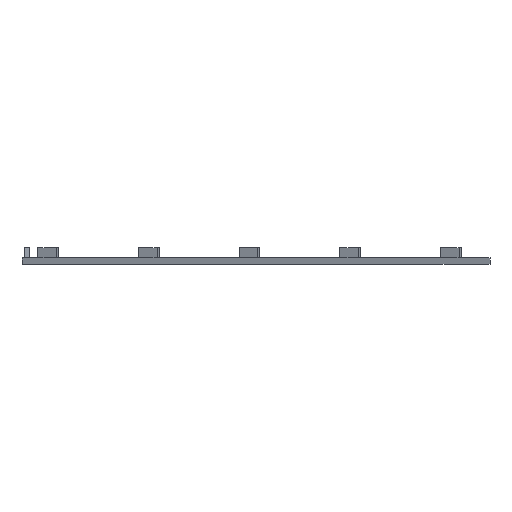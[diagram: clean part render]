
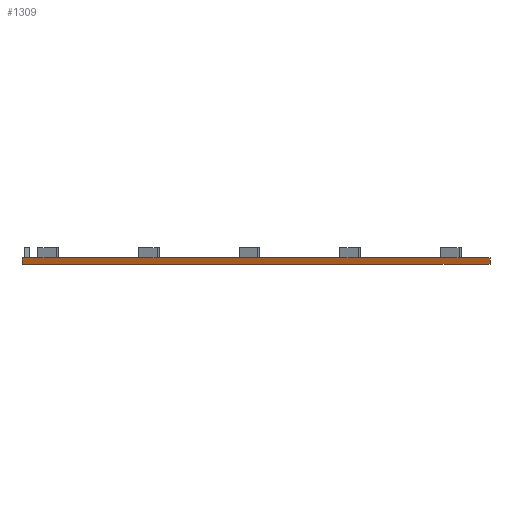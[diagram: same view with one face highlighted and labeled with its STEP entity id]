
A CAD part, front view. The second image highlights one B-rep face of the part: STEP entity #1309.
In plain terms, the highlighted planar face has unit normal (-0.407, -0.913, 0).
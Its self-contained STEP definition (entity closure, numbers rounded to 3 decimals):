
#140=FACE_OUTER_BOUND('',#221,.T.);
#221=EDGE_LOOP('',(#1066,#1067,#1068,#1069));
#370=LINE('',#2031,#517);
#375=LINE('',#2045,#522);
#382=LINE('',#2087,#529);
#385=LINE('',#2092,#532);
#517=VECTOR('',#1655,10.);
#522=VECTOR('',#1668,10.);
#529=VECTOR('',#1705,10.);
#532=VECTOR('',#1710,10.);
#628=VERTEX_POINT('',#2029);
#629=VERTEX_POINT('',#2030);
#634=VERTEX_POINT('',#2044);
#654=VERTEX_POINT('',#2086);
#782=EDGE_CURVE('',#628,#629,#370,.T.);
#789=EDGE_CURVE('',#634,#628,#375,.T.);
#810=EDGE_CURVE('',#634,#654,#382,.T.);
#813=EDGE_CURVE('',#654,#629,#385,.T.);
#1066=ORIENTED_EDGE('',*,*,#782,.T.);
#1067=ORIENTED_EDGE('',*,*,#813,.F.);
#1068=ORIENTED_EDGE('',*,*,#810,.F.);
#1069=ORIENTED_EDGE('',*,*,#789,.T.);
#1253=PLANE('',#1418);
#1309=ADVANCED_FACE('',(#140),#1253,.T.);
#1418=AXIS2_PLACEMENT_3D('',#2091,#1708,#1709);
#1655=DIRECTION('',(0.,0.,1.));
#1668=DIRECTION('',(0.913,-0.407,0.));
#1705=DIRECTION('',(0.,0.,1.));
#1708=DIRECTION('center_axis',(-0.407,-0.913,0.));
#1709=DIRECTION('ref_axis',(0.913,-0.407,0.));
#1710=DIRECTION('',(0.913,-0.407,0.));
#2029=CARTESIAN_POINT('',(182.643,25.572,18.));
#2030=CARTESIAN_POINT('',(182.643,25.572,20.5));
#2031=CARTESIAN_POINT('',(182.643,25.572,-1.901));
#2044=CARTESIAN_POINT('',(0.,107.,18.));
#2045=CARTESIAN_POINT('',(13.474,100.993,18.));
#2086=CARTESIAN_POINT('',(0.,107.,20.5));
#2087=CARTESIAN_POINT('',(0.,107.,0.));
#2091=CARTESIAN_POINT('Origin',(0.,107.,0.));
#2092=CARTESIAN_POINT('',(0.,107.,20.5));
